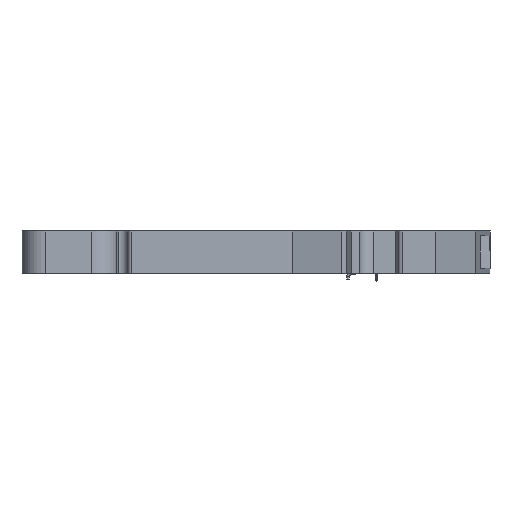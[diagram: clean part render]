
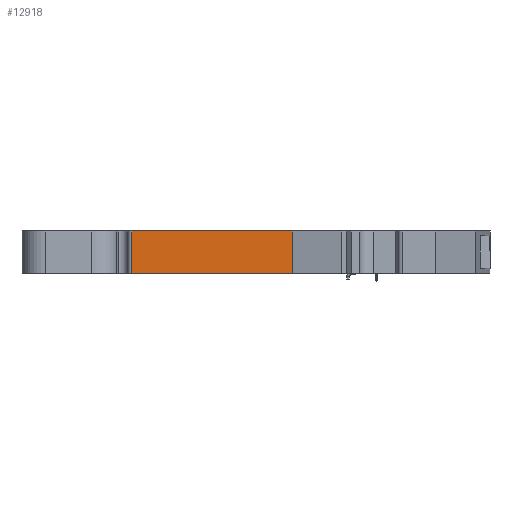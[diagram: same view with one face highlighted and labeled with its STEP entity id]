
A CAD part, front view. The second image highlights one B-rep face of the part: STEP entity #12918.
In plain terms, the highlighted planar face has unit normal (0, -1, 0).
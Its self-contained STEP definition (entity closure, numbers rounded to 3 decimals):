
#62 = CARTESIAN_POINT ( 'NONE',  ( 0., 0., 2.5 ) ) ;
#232 = VERTEX_POINT ( 'NONE', #7580 ) ;
#649 = LINE ( 'NONE', #6317, #8215 ) ;
#836 = AXIS2_PLACEMENT_3D ( 'NONE', #62, #10612, #1589 ) ;
#1028 = ORIENTED_EDGE ( 'NONE', *, *, #3482, .F. ) ;
#1589 = DIRECTION ( 'NONE',  ( -1., 0., 0. ) ) ;
#2084 = EDGE_CURVE ( 'NONE', #232, #8052, #9808, .T. ) ;
#3052 = PLANE ( 'NONE',  #836 ) ;
#3482 = EDGE_CURVE ( 'NONE', #232, #13425, #7967, .T. ) ;
#4804 = DIRECTION ( 'NONE',  ( 0., 0., -1. ) ) ;
#5535 = CARTESIAN_POINT ( 'NONE',  ( -15.1, 0., 2.5 ) ) ;
#5898 = CARTESIAN_POINT ( 'NONE',  ( 4., 0., -2.5 ) ) ;
#6317 = CARTESIAN_POINT ( 'NONE',  ( 4., 0., 2.5 ) ) ;
#6501 = LINE ( 'NONE', #14517, #17874 ) ;
#7580 = CARTESIAN_POINT ( 'NONE',  ( -15.1, 0., -2.5 ) ) ;
#7654 = ORIENTED_EDGE ( 'NONE', *, *, #12441, .F. ) ;
#7685 = FACE_OUTER_BOUND ( 'NONE', #12576, .T. ) ;
#7967 = LINE ( 'NONE', #16520, #11873 ) ;
#8052 = VERTEX_POINT ( 'NONE', #5898 ) ;
#8215 = VECTOR ( 'NONE', #4804, 1000. ) ;
#8581 = EDGE_CURVE ( 'NONE', #13425, #17850, #6501, .T. ) ;
#9808 = LINE ( 'NONE', #13795, #13747 ) ;
#10612 = DIRECTION ( 'NONE',  ( 0., 1., 0. ) ) ;
#11736 = CARTESIAN_POINT ( 'NONE',  ( 4., 0., 2.5 ) ) ;
#11873 = VECTOR ( 'NONE', #16543, 1000. ) ;
#12441 = EDGE_CURVE ( 'NONE', #17850, #8052, #649, .T. ) ;
#12576 = EDGE_LOOP ( 'NONE', ( #1028, #14183, #7654, #12842 ) ) ;
#12842 = ORIENTED_EDGE ( 'NONE', *, *, #8581, .F. ) ;
#12918 = ADVANCED_FACE ( 'NONE', ( #7685 ), #3052, .F. ) ;
#13425 = VERTEX_POINT ( 'NONE', #5535 ) ;
#13747 = VECTOR ( 'NONE', #14885, 1000. ) ;
#13795 = CARTESIAN_POINT ( 'NONE',  ( 0., 0., -2.5 ) ) ;
#14183 = ORIENTED_EDGE ( 'NONE', *, *, #2084, .T. ) ;
#14517 = CARTESIAN_POINT ( 'NONE',  ( 0., 0., 2.5 ) ) ;
#14885 = DIRECTION ( 'NONE',  ( 1., 0., 0. ) ) ;
#15822 = DIRECTION ( 'NONE',  ( 1., 0., 0. ) ) ;
#16520 = CARTESIAN_POINT ( 'NONE',  ( -15.1, 0., 2.5 ) ) ;
#16543 = DIRECTION ( 'NONE',  ( 0., 0., 1. ) ) ;
#17850 = VERTEX_POINT ( 'NONE', #11736 ) ;
#17874 = VECTOR ( 'NONE', #15822, 1000. ) ;
